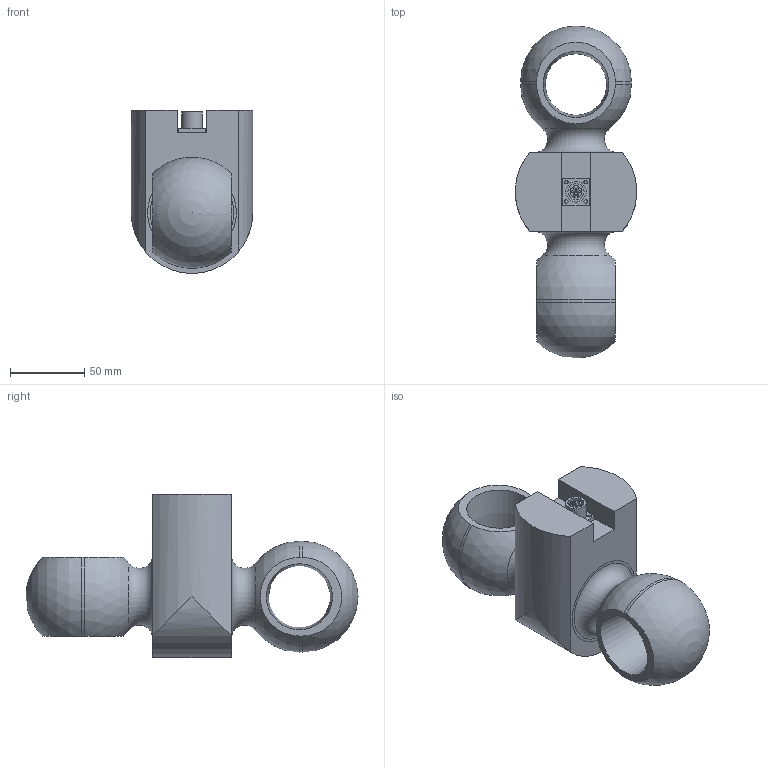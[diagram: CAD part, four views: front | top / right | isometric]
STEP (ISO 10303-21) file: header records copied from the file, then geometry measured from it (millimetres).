
FILE_DESCRIPTION(/* description */ (''),/* implementation_level */ '2;1');
FILE_NAME(/* name */ '110RH-20t v3.step',/* time_stamp */ '2020-02-04T10:20:41-08:00',/* author */ (''),/* organization */ (''),/* preprocessor_version */ 'ST-DEVELOPER v18',/* originating_system */ 'Autodesk Translation Framework v8.12.0.6',/* authorisation */ '');
FILE_SCHEMA (('AUTOMOTIVE_DESIGN { 1 0 10303 214 3 1 1 }'));
Length unit declared in the file: millimetre
Products named in the file (4): 110RH-20t; Case; Pin Head 2; Connector
Assembly tree (4 placements, depth 2):
  110RH-20t
    Case
    Pin Head 2  x2
    Connector
Bounding box: 82 x 224 x 110 mm (x, y, z)
Volume: 837196.2 mm3; surface area: 96782.6 mm2
Topology: 4 solids, 4 shells, 64 faces, 141 edges, 96 vertices
Faces by surface type: plane 32, cylinder 24, torus 4, sphere 4
Full cylindrical faces by diameter (mm): 1.5 x7, 2.3 x4, 8 x1, 10.8 x1, 12 x1, 13.8 x1, 60 x2
Entity records: 1629 total; most frequent: DIRECTION 294, CARTESIAN_POINT 248, ORIENTED_EDGE 222, AXIS2_PLACEMENT_3D 122, EDGE_CURVE 111, VERTEX_POINT 76, EDGE_LOOP 75, CIRCLE 57
